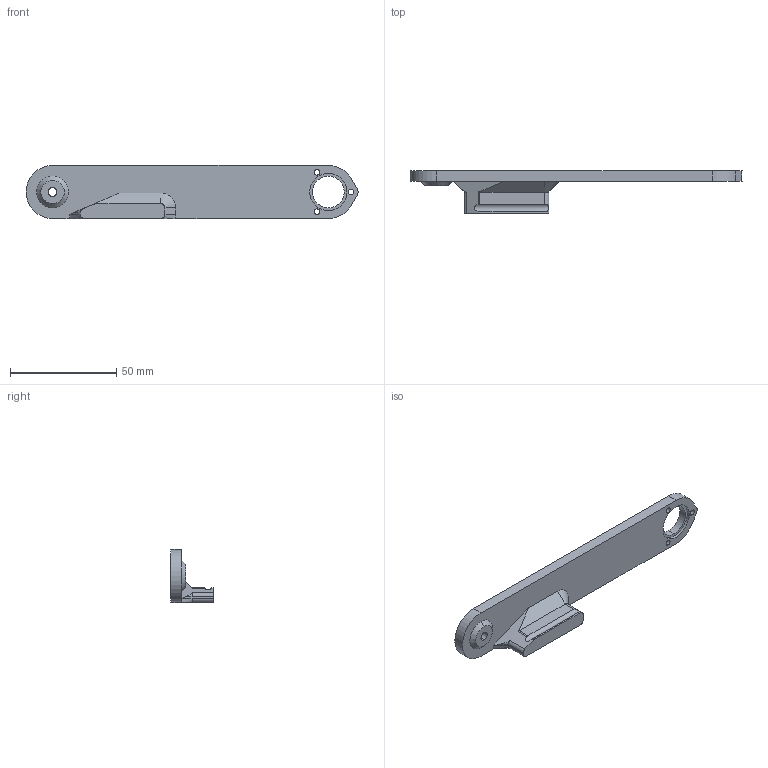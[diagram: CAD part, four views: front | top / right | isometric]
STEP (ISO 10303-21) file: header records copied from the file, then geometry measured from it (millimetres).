
FILE_DESCRIPTION (( 'STEP AP214' ), '1' );
FILE_NAME ('酘苤虯俋耜-3D.STEP', '2025-08-22T13:53:39', ( '' ), ( '' ), 'SwSTEP 2.0', 'SolidWorks 2018', '' );
FILE_SCHEMA (( 'AUTOMOTIVE_DESIGN' ));
Length unit declared in the file: millimetre
Products named in the file (1): 酘苤虯俋耜-3D
Bounding box: 156.49 x 20 x 25 mm (x, y, z)
Volume: 22302.1 mm3; surface area: 10575.7 mm2
Topology: 1 solids, 1 shells, 47 faces, 123 edges, 80 vertices
Faces by surface type: cylinder 23, plane 17, cone 7
Entity records: 1580 total; most frequent: CARTESIAN_POINT 338, DIRECTION 259, ORIENTED_EDGE 246, EDGE_CURVE 123, AXIS2_PLACEMENT_3D 97, VERTEX_POINT 80, LINE 65, VECTOR 65
